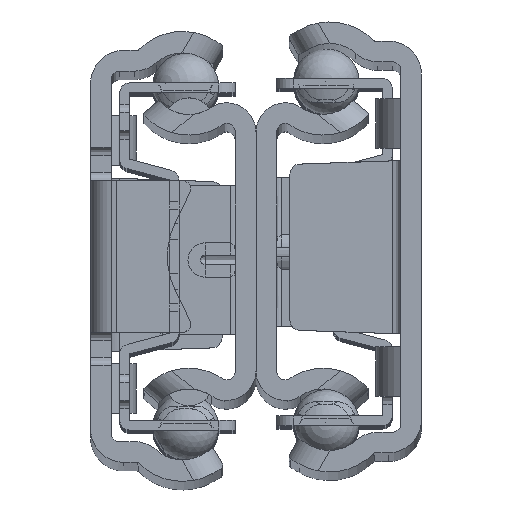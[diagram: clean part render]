
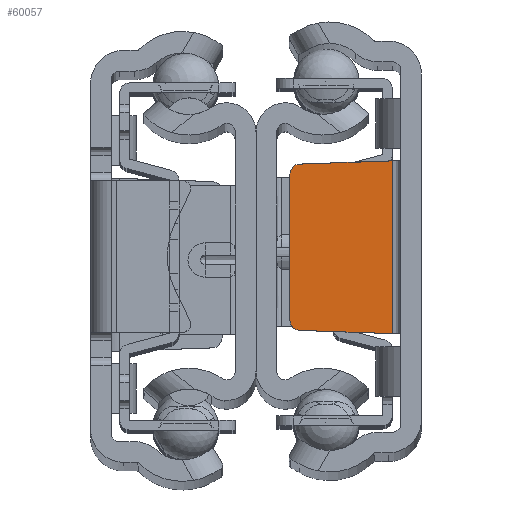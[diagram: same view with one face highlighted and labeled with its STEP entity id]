
A CAD part, top view. The second image highlights one B-rep face of the part: STEP entity #60057.
In plain terms, the highlighted planar face has unit normal (0, 0, 1).
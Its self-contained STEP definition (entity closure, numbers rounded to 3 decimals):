
#4716=PLANE('',#66300);
#7699=FACE_OUTER_BOUND('',#10929,.T.);
#10929=EDGE_LOOP('',(#55606,#55607,#55608,#55609,#55610,#55611));
#15059=LINE('',#116621,#19191);
#15065=LINE('',#116638,#19197);
#15069=LINE('',#116653,#19201);
#15071=LINE('',#116656,#19203);
#19191=VECTOR('',#82612,10.);
#19197=VECTOR('',#82628,10.);
#19201=VECTOR('',#82646,10.);
#19203=VECTOR('',#82650,10.);
#21951=CIRCLE('',#66283,0.6);
#21954=CIRCLE('',#66291,0.6);
#28067=VERTEX_POINT('',#116604);
#28068=VERTEX_POINT('',#116605);
#28074=VERTEX_POINT('',#116619);
#28078=VERTEX_POINT('',#116631);
#28079=VERTEX_POINT('',#116633);
#28080=VERTEX_POINT('',#116637);
#37311=EDGE_CURVE('',#28067,#28068,#21951,.T.);
#37319=EDGE_CURVE('',#28067,#28074,#15059,.T.);
#37325=EDGE_CURVE('',#28078,#28079,#21954,.T.);
#37327=EDGE_CURVE('',#28080,#28079,#15065,.T.);
#37335=EDGE_CURVE('',#28074,#28080,#15069,.T.);
#37337=EDGE_CURVE('',#28078,#28068,#15071,.T.);
#55606=ORIENTED_EDGE('',*,*,#37311,.F.);
#55607=ORIENTED_EDGE('',*,*,#37319,.T.);
#55608=ORIENTED_EDGE('',*,*,#37335,.T.);
#55609=ORIENTED_EDGE('',*,*,#37327,.T.);
#55610=ORIENTED_EDGE('',*,*,#37325,.F.);
#55611=ORIENTED_EDGE('',*,*,#37337,.T.);
#60057=ADVANCED_FACE('',(#7699),#4716,.T.);
#66283=AXIS2_PLACEMENT_3D('',#116606,#82598,#82599);
#66291=AXIS2_PLACEMENT_3D('',#116634,#82623,#82624);
#66300=AXIS2_PLACEMENT_3D('',#116655,#82648,#82649);
#82598=DIRECTION('center_axis',(0.,0.,
-1.));
#82599=DIRECTION('ref_axis',(-0.719,-0.695,0.));
#82612=DIRECTION('',(0.999,-0.035,0.));
#82623=DIRECTION('center_axis',(0.,0.,
-1.));
#82624=DIRECTION('ref_axis',(-0.719,0.695,0.));
#82628=DIRECTION('',(-0.999,-0.035,0.));
#82646=DIRECTION('',(0.,1.,0.));
#82648=DIRECTION('center_axis',(0.,0.,
1.));
#82649=DIRECTION('ref_axis',(1.,0.,0.));
#82650=DIRECTION('',(0.,-1.,0.));
#116604=CARTESIAN_POINT('',(7.079,-5.026,617.15));
#116605=CARTESIAN_POINT('',(6.5,-4.427,617.15));
#116606=CARTESIAN_POINT('Origin',(7.1,-4.427,617.15));
#116619=CARTESIAN_POINT('',(12.7,-5.223,617.15));
#116621=CARTESIAN_POINT('',(8.373,-5.071,617.15));
#116631=CARTESIAN_POINT('',(6.5,4.427,617.15));
#116633=CARTESIAN_POINT('',(7.079,5.026,617.15));
#116634=CARTESIAN_POINT('Origin',(7.1,4.427,617.15));
#116637=CARTESIAN_POINT('',(12.7,5.223,617.15));
#116638=CARTESIAN_POINT('',(11.723,5.188,617.15));
#116653=CARTESIAN_POINT('',(12.7,0.,617.15));
#116655=CARTESIAN_POINT('Origin',(10.425,0.,
617.15));
#116656=CARTESIAN_POINT('',(6.5,5.24,617.15));
